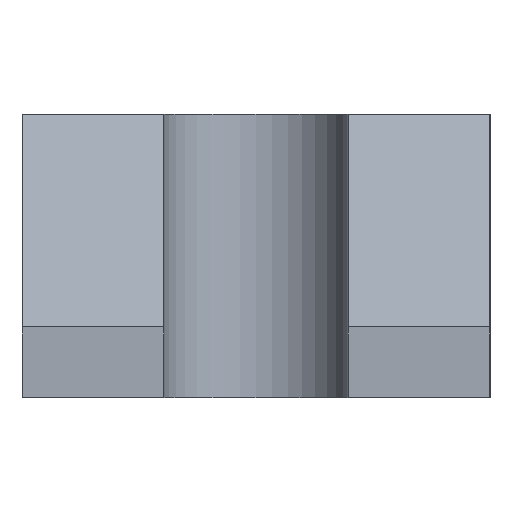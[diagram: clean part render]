
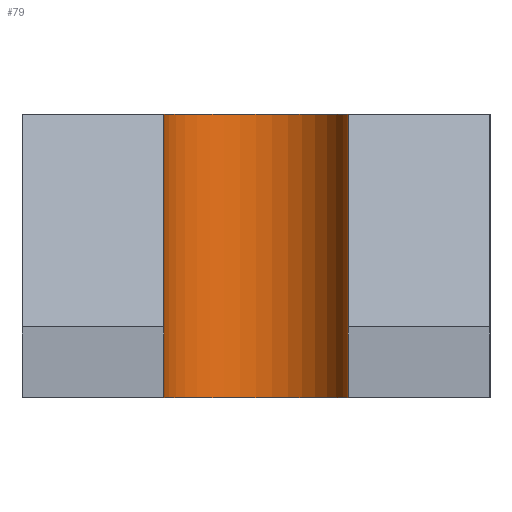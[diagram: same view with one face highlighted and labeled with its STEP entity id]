
A CAD part, left-side view. The second image highlights one B-rep face of the part: STEP entity #79.
In plain terms, the highlighted cylindrical face has radius 13 mm (diameter 26 mm), a partial arc.
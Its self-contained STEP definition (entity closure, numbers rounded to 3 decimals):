
#1 = CYLINDRICAL_SURFACE ( 'NONE', #131, 13. ) ;
#6 = DIRECTION ( 'NONE',  ( 0., 0., -1. ) ) ;
#9 = FACE_OUTER_BOUND ( 'NONE', #254, .T. ) ;
#12 = VERTEX_POINT ( 'NONE', #65 ) ;
#23 = CARTESIAN_POINT ( 'NONE',  ( 0., -13., 0. ) ) ;
#30 = DIRECTION ( 'NONE',  ( 0., 1., 0. ) ) ;
#34 = VECTOR ( 'NONE', #258, 1000. ) ;
#36 = ORIENTED_EDGE ( 'NONE', *, *, #118, .F. ) ;
#51 = DIRECTION ( 'NONE',  ( 0., 1., 0. ) ) ;
#65 = CARTESIAN_POINT ( 'NONE',  ( 0., -13., 40. ) ) ;
#76 = CARTESIAN_POINT ( 'NONE',  ( 0., 0., 0. ) ) ;
#79 = ADVANCED_FACE ( 'NONE', ( #9 ), #1, .F. ) ;
#118 = EDGE_CURVE ( 'NONE', #12, #469, #374, .T. ) ;
#131 = AXIS2_PLACEMENT_3D ( 'NONE', #378, #162, #195 ) ;
#155 = CIRCLE ( 'NONE', #418, 13. ) ;
#162 = DIRECTION ( 'NONE',  ( 0., 0., 1. ) ) ;
#195 = DIRECTION ( 'NONE',  ( 0., 1., 0. ) ) ;
#197 = CIRCLE ( 'NONE', #307, 13. ) ;
#201 = VERTEX_POINT ( 'NONE', #383 ) ;
#218 = CARTESIAN_POINT ( 'NONE',  ( 0., 13., 40. ) ) ;
#228 = ORIENTED_EDGE ( 'NONE', *, *, #371, .F. ) ;
#245 = LINE ( 'NONE', #421, #34 ) ;
#254 = EDGE_LOOP ( 'NONE', ( #443, #36, #361, #228 ) ) ;
#258 = DIRECTION ( 'NONE',  ( 0., 0., 1. ) ) ;
#275 = EDGE_CURVE ( 'NONE', #201, #469, #155, .T. ) ;
#307 = AXIS2_PLACEMENT_3D ( 'NONE', #320, #389, #51 ) ;
#320 = CARTESIAN_POINT ( 'NONE',  ( 0., 0., 40. ) ) ;
#344 = CARTESIAN_POINT ( 'NONE',  ( 0., -13., 0. ) ) ;
#361 = ORIENTED_EDGE ( 'NONE', *, *, #468, .F. ) ;
#366 = DIRECTION ( 'NONE',  ( 0., 0., -1. ) ) ;
#371 = EDGE_CURVE ( 'NONE', #201, #463, #245, .T. ) ;
#374 = LINE ( 'NONE', #344, #405 ) ;
#378 = CARTESIAN_POINT ( 'NONE',  ( 0., 0., 0. ) ) ;
#383 = CARTESIAN_POINT ( 'NONE',  ( 0., 13., 0. ) ) ;
#389 = DIRECTION ( 'NONE',  ( 0., 0., -1. ) ) ;
#405 = VECTOR ( 'NONE', #6, 1000. ) ;
#418 = AXIS2_PLACEMENT_3D ( 'NONE', #76, #366, #30 ) ;
#421 = CARTESIAN_POINT ( 'NONE',  ( 0., 13., 0. ) ) ;
#443 = ORIENTED_EDGE ( 'NONE', *, *, #275, .T. ) ;
#463 = VERTEX_POINT ( 'NONE', #218 ) ;
#468 = EDGE_CURVE ( 'NONE', #463, #12, #197, .T. ) ;
#469 = VERTEX_POINT ( 'NONE', #23 ) ;
